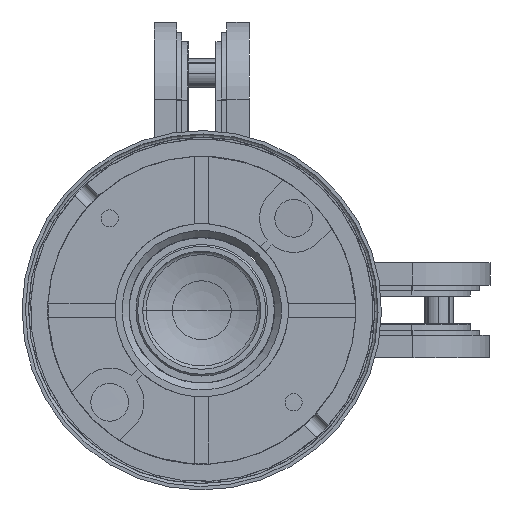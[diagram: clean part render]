
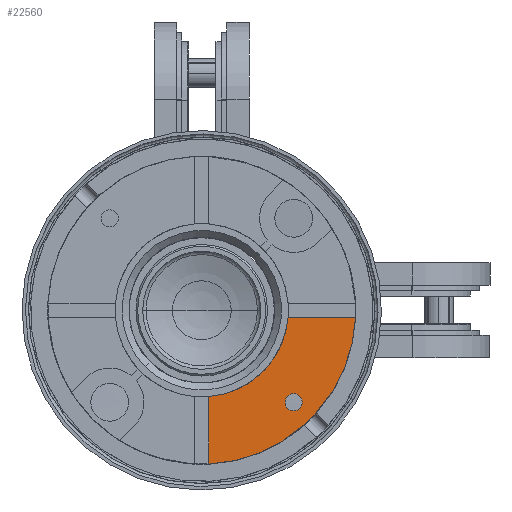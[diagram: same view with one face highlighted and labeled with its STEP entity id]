
A CAD part, front view. The second image highlights one B-rep face of the part: STEP entity #22560.
In plain terms, the highlighted planar face has unit normal (0, -1, 0).
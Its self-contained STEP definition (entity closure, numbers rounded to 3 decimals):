
#375 = VERTEX_POINT ( 'NONE', #7820 ) ;
#1660 = VERTEX_POINT ( 'NONE', #10457 ) ;
#1892 = DIRECTION ( 'NONE',  ( 0., 0., 1. ) ) ;
#2189 = ORIENTED_EDGE ( 'NONE', *, *, #20500, .T. ) ;
#2440 = EDGE_CURVE ( 'NONE', #1660, #7816, #12701, .T. ) ;
#2580 = CARTESIAN_POINT ( 'NONE',  ( 33.203, 4., -30.374 ) ) ;
#3184 = FACE_OUTER_BOUND ( 'NONE', #20912, .T. ) ;
#3185 = AXIS2_PLACEMENT_3D ( 'NONE', #14074, #6701, #1892 ) ;
#4286 = EDGE_CURVE ( 'NONE', #7816, #9495, #14372, .T. ) ;
#5319 = EDGE_LOOP ( 'NONE', ( #14106, #2189 ) ) ;
#5463 = DIRECTION ( 'NONE',  ( 0.707, 0., 0.707 ) ) ;
#6161 = ORIENTED_EDGE ( 'NONE', *, *, #2440, .F. ) ;
#6313 = CARTESIAN_POINT ( 'NONE',  ( 38., 4., 0. ) ) ;
#6363 = AXIS2_PLACEMENT_3D ( 'NONE', #12037, #11924, #22821 ) ;
#6674 = VECTOR ( 'NONE', #7540, 1000. ) ;
#6701 = DIRECTION ( 'NONE',  ( 0., 1., 0. ) ) ;
#7540 = DIRECTION ( 'NONE',  ( -0.707, 0., 0.707 ) ) ;
#7816 = VERTEX_POINT ( 'NONE', #9853 ) ;
#7820 = CARTESIAN_POINT ( 'NONE',  ( 38., 4., -2.5 ) ) ;
#7882 = DIRECTION ( 'NONE',  ( 1., 0., 0. ) ) ;
#8461 = ORIENTED_EDGE ( 'NONE', *, *, #4286, .F. ) ;
#9495 = VERTEX_POINT ( 'NONE', #16252 ) ;
#9853 = CARTESIAN_POINT ( 'NONE',  ( 19.248, 4., 16.42 ) ) ;
#9902 = ORIENTED_EDGE ( 'NONE', *, *, #19394, .F. ) ;
#10457 = CARTESIAN_POINT ( 'NONE',  ( 19.248, 4., -16.42 ) ) ;
#11058 = CIRCLE ( 'NONE', #3185, 2.5 ) ;
#11520 = EDGE_CURVE ( 'NONE', #16345, #375, #13079, .T. ) ;
#11924 = DIRECTION ( 'NONE',  ( 0., -1., 0. ) ) ;
#12037 = CARTESIAN_POINT ( 'NONE',  ( 0., 4., 0. ) ) ;
#12701 = CIRCLE ( 'NONE', #6363, 25.3 ) ;
#13079 = CIRCLE ( 'NONE', #23167, 2.5 ) ;
#13114 = DIRECTION ( 'NONE',  ( 0., 0., 1. ) ) ;
#13723 = ORIENTED_EDGE ( 'NONE', *, *, #20236, .F. ) ;
#14074 = CARTESIAN_POINT ( 'NONE',  ( 38., 4., 0. ) ) ;
#14106 = ORIENTED_EDGE ( 'NONE', *, *, #11520, .T. ) ;
#14372 = LINE ( 'NONE', #21162, #20597 ) ;
#14429 = DIRECTION ( 'NONE',  ( 0., 1., 0. ) ) ;
#14580 = LINE ( 'NONE', #22069, #6674 ) ;
#15456 = CARTESIAN_POINT ( 'NONE',  ( 38., 4., 2.5 ) ) ;
#15745 = CARTESIAN_POINT ( 'NONE',  ( 0., 4., 0. ) ) ;
#16252 = CARTESIAN_POINT ( 'NONE',  ( 33.203, 4., 30.374 ) ) ;
#16333 = DIRECTION ( 'NONE',  ( 0., 0., 1. ) ) ;
#16345 = VERTEX_POINT ( 'NONE', #15456 ) ;
#16675 = CIRCLE ( 'NONE', #21139, 45. ) ;
#16682 = DIRECTION ( 'NONE',  ( 0., 1., 0. ) ) ;
#17487 = PLANE ( 'NONE',  #20678 ) ;
#18555 = CARTESIAN_POINT ( 'NONE',  ( 0., 4., 0. ) ) ;
#18635 = DIRECTION ( 'NONE',  ( 0., 1., 0. ) ) ;
#19251 = FACE_BOUND ( 'NONE', #5319, .T. ) ;
#19394 = EDGE_CURVE ( 'NONE', #9495, #20810, #16675, .T. ) ;
#20236 = EDGE_CURVE ( 'NONE', #20810, #1660, #14580, .T. ) ;
#20500 = EDGE_CURVE ( 'NONE', #375, #16345, #11058, .T. ) ;
#20597 = VECTOR ( 'NONE', #5463, 1000. ) ;
#20678 = AXIS2_PLACEMENT_3D ( 'NONE', #15745, #14429, #16333 ) ;
#20810 = VERTEX_POINT ( 'NONE', #2580 ) ;
#20912 = EDGE_LOOP ( 'NONE', ( #13723, #9902, #8461, #6161 ) ) ;
#21139 = AXIS2_PLACEMENT_3D ( 'NONE', #18555, #16682, #7882 ) ;
#21162 = CARTESIAN_POINT ( 'NONE',  ( 33.203, 4., 30.374 ) ) ;
#22069 = CARTESIAN_POINT ( 'NONE',  ( 33.203, 4., -30.374 ) ) ;
#22560 = ADVANCED_FACE ( 'NONE', ( #19251, #3184 ), #17487, .F. ) ;
#22821 = DIRECTION ( 'NONE',  ( 1., 0., 0. ) ) ;
#23167 = AXIS2_PLACEMENT_3D ( 'NONE', #6313, #18635, #13114 ) ;
